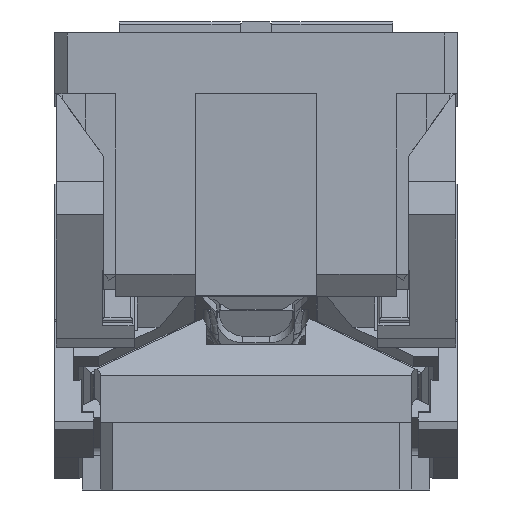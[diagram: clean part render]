
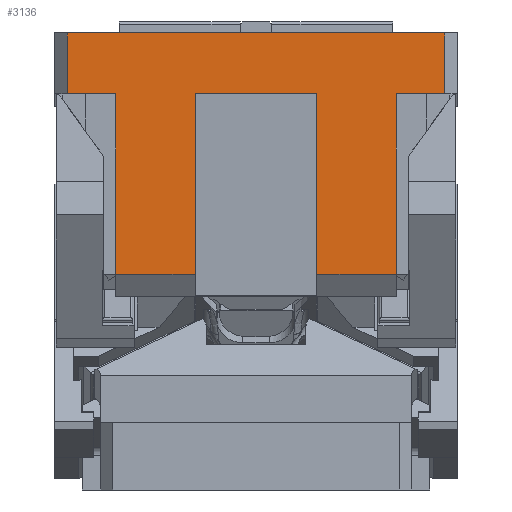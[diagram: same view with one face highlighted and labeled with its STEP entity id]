
A CAD part, left-side view. The second image highlights one B-rep face of the part: STEP entity #3136.
In plain terms, the highlighted planar face has unit normal (-1, 0, 0).
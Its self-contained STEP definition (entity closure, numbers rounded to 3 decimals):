
#2122=CARTESIAN_POINT('Vertex',(-390.,155.,225.)) ;
#2136=CARTESIAN_POINT('Vertex',(-390.,155.,175.)) ;
#2139=CARTESIAN_POINT('Line Origine',(-390.,155.,200.)) ;
#2331=CARTESIAN_POINT('Line Origine',(-390.,-155.,200.)) ;
#2335=CARTESIAN_POINT('Vertex',(-390.,-155.,175.)) ;
#2337=CARTESIAN_POINT('Vertex',(-390.,-155.,225.)) ;
#2641=CARTESIAN_POINT('Line Origine',(-390.,-135.,175.)) ;
#2645=CARTESIAN_POINT('Vertex',(-390.,-115.,175.)) ;
#2688=CARTESIAN_POINT('Vertex',(-390.,115.,175.)) ;
#2730=CARTESIAN_POINT('Vertex',(-390.,115.,27.052)) ;
#2733=CARTESIAN_POINT('Line Origine',(-390.,115.,101.026)) ;
#2789=CARTESIAN_POINT('Vertex',(-390.,-50.,27.052)) ;
#2794=CARTESIAN_POINT('Line Origine',(-390.,-50.,101.026)) ;
#2798=CARTESIAN_POINT('Vertex',(-390.,-50.,175.)) ;
#2994=CARTESIAN_POINT('Line Origine',(-390.,0.,175.)) ;
#2998=CARTESIAN_POINT('Vertex',(-390.,50.,175.)) ;
#3026=CARTESIAN_POINT('Vertex',(-390.,50.,27.052)) ;
#3029=CARTESIAN_POINT('Line Origine',(-390.,50.,101.026)) ;
#3046=CARTESIAN_POINT('Line Origine',(-390.,82.5,27.052)) ;
#3055=CARTESIAN_POINT('Vertex',(-390.,-115.,27.052)) ;
#3058=CARTESIAN_POINT('Line Origine',(-390.,-82.5,27.052)) ;
#3079=CARTESIAN_POINT('Line Origine',(-390.,-115.,101.026)) ;
#3107=CARTESIAN_POINT('Axis2P3D Location',(-390.,-165.,175.)) ;
#3112=CARTESIAN_POINT('Line Origine',(-390.,0.,225.)) ;
#3117=CARTESIAN_POINT('Line Origine',(-390.,135.,175.)) ;
#2140=DIRECTION('Vector Direction',(0.,0.,-1.)) ;
#2332=DIRECTION('Vector Direction',(0.,0.,1.)) ;
#2642=DIRECTION('Vector Direction',(0.,1.,0.)) ;
#2734=DIRECTION('Vector Direction',(0.,0.,-1.)) ;
#2795=DIRECTION('Vector Direction',(0.,0.,-1.)) ;
#2995=DIRECTION('Vector Direction',(0.,1.,0.)) ;
#3030=DIRECTION('Vector Direction',(0.,0.,-1.)) ;
#3047=DIRECTION('Vector Direction',(0.,-1.,0.)) ;
#3059=DIRECTION('Vector Direction',(0.,-1.,0.)) ;
#3080=DIRECTION('Vector Direction',(0.,0.,-1.)) ;
#3108=DIRECTION('Axis2P3D Direction',(1.,0.,0.)) ;
#3109=DIRECTION('Axis2P3D XDirection',(0.,1.,0.)) ;
#3113=DIRECTION('Vector Direction',(0.,1.,0.)) ;
#3118=DIRECTION('Vector Direction',(0.,1.,0.)) ;
#3110=AXIS2_PLACEMENT_3D('Plane Axis2P3D',#3107,#3108,#3109) ;
#3123=ORIENTED_EDGE('',*,*,#3033,.F.) ;
#3124=ORIENTED_EDGE('',*,*,#3000,.F.) ;
#3125=ORIENTED_EDGE('',*,*,#2800,.T.) ;
#3126=ORIENTED_EDGE('',*,*,#3062,.T.) ;
#3127=ORIENTED_EDGE('',*,*,#3083,.F.) ;
#3128=ORIENTED_EDGE('',*,*,#2647,.F.) ;
#3129=ORIENTED_EDGE('',*,*,#2339,.T.) ;
#3130=ORIENTED_EDGE('',*,*,#3116,.T.) ;
#3131=ORIENTED_EDGE('',*,*,#2143,.T.) ;
#3132=ORIENTED_EDGE('',*,*,#3121,.F.) ;
#3133=ORIENTED_EDGE('',*,*,#2737,.T.) ;
#3134=ORIENTED_EDGE('',*,*,#3050,.T.) ;
#2141=VECTOR('Line Direction',#2140,1.) ;
#2333=VECTOR('Line Direction',#2332,1.) ;
#2643=VECTOR('Line Direction',#2642,1.) ;
#2735=VECTOR('Line Direction',#2734,1.) ;
#2796=VECTOR('Line Direction',#2795,1.) ;
#2996=VECTOR('Line Direction',#2995,1.) ;
#3031=VECTOR('Line Direction',#3030,1.) ;
#3048=VECTOR('Line Direction',#3047,1.) ;
#3060=VECTOR('Line Direction',#3059,1.) ;
#3081=VECTOR('Line Direction',#3080,1.) ;
#3114=VECTOR('Line Direction',#3113,1.) ;
#3119=VECTOR('Line Direction',#3118,1.) ;
#3136=ADVANCED_FACE('CAM HOLDER',(#3135),#3111,.F.) ;
#2143=EDGE_CURVE('',#2123,#2137,#2142,.T.) ;
#2339=EDGE_CURVE('',#2336,#2338,#2334,.T.) ;
#2647=EDGE_CURVE('',#2336,#2646,#2644,.T.) ;
#2737=EDGE_CURVE('',#2689,#2731,#2736,.T.) ;
#2800=EDGE_CURVE('',#2799,#2790,#2797,.T.) ;
#3000=EDGE_CURVE('',#2799,#2999,#2997,.T.) ;
#3033=EDGE_CURVE('',#2999,#3027,#3032,.T.) ;
#3050=EDGE_CURVE('',#2731,#3027,#3049,.T.) ;
#3062=EDGE_CURVE('',#2790,#3056,#3061,.T.) ;
#3083=EDGE_CURVE('',#2646,#3056,#3082,.T.) ;
#3116=EDGE_CURVE('',#2338,#2123,#3115,.T.) ;
#3121=EDGE_CURVE('',#2689,#2137,#3120,.T.) ;
#3122=EDGE_LOOP('',(#3123,#3124,#3125,#3126,#3127,#3128,#3129,#3130,#3131,#3132,#3133,#3134)) ;
#3135=FACE_OUTER_BOUND('',#3122,.T.) ;
#2142=LINE('Line',#2139,#2141) ;
#2334=LINE('Line',#2331,#2333) ;
#2644=LINE('Line',#2641,#2643) ;
#2736=LINE('Line',#2733,#2735) ;
#2797=LINE('Line',#2794,#2796) ;
#2997=LINE('Line',#2994,#2996) ;
#3032=LINE('Line',#3029,#3031) ;
#3049=LINE('Line',#3046,#3048) ;
#3061=LINE('Line',#3058,#3060) ;
#3082=LINE('Line',#3079,#3081) ;
#3115=LINE('Line',#3112,#3114) ;
#3120=LINE('Line',#3117,#3119) ;
#3111=PLANE('Plane',#3110) ;
#2123=VERTEX_POINT('',#2122) ;
#2137=VERTEX_POINT('',#2136) ;
#2336=VERTEX_POINT('',#2335) ;
#2338=VERTEX_POINT('',#2337) ;
#2646=VERTEX_POINT('',#2645) ;
#2689=VERTEX_POINT('',#2688) ;
#2731=VERTEX_POINT('',#2730) ;
#2790=VERTEX_POINT('',#2789) ;
#2799=VERTEX_POINT('',#2798) ;
#2999=VERTEX_POINT('',#2998) ;
#3027=VERTEX_POINT('',#3026) ;
#3056=VERTEX_POINT('',#3055) ;
